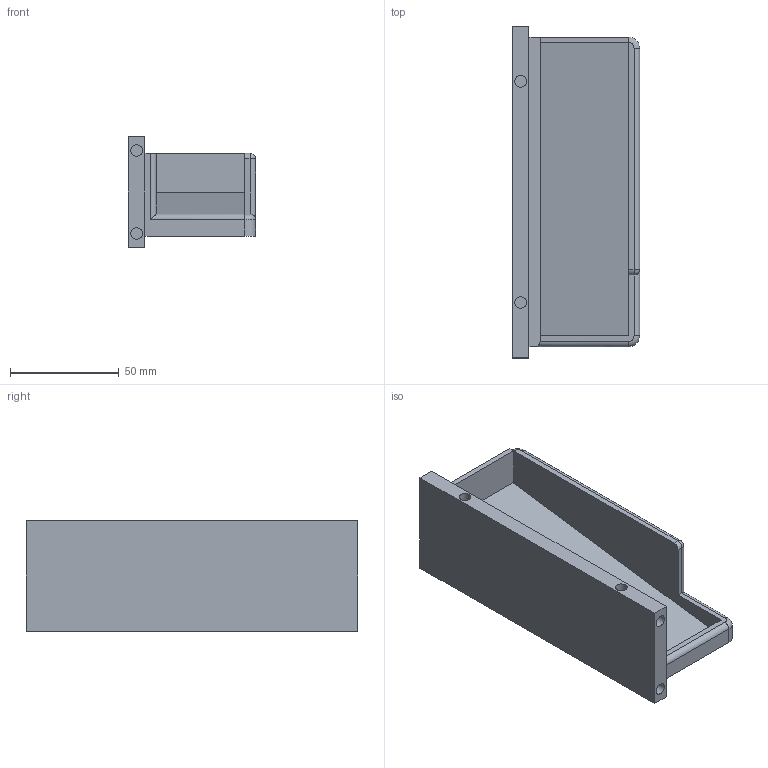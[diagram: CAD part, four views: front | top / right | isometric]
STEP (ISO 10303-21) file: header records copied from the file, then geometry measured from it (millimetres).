
FILE_DESCRIPTION(/* description */ (''),/* implementation_level */ '2;1');
FILE_NAME(/* name */ 'Ball Dispencer.step',/* time_stamp */ '2024-07-03T10:42:09-05:00',/* author */ (''),/* organization */ (''),/* preprocessor_version */ 'ST-DEVELOPER v20',/* originating_system */ 'Autodesk Translation Framework v13.14.0.145',/* authorisation */ '');
FILE_SCHEMA (('AUTOMOTIVE_DESIGN { 1 0 10303 214 3 1 1 }'));
Length unit declared in the file: inch
Products named in the file (1): Ball Dispencer
Bounding box: 58.42 x 152.4 x 50.8 mm (x, y, z)
Volume: 169075.3 mm3; surface area: 44529 mm2
Topology: 2 solids, 2 shells, 51 faces, 105 edges, 67 vertices
Faces by surface type: plane 32, cylinder 16, bspline 2, sphere 1
Full cylindrical faces by diameter (mm): 5.334 x8
Entity records: 1382 total; most frequent: CARTESIAN_POINT 240, DIRECTION 238, ORIENTED_EDGE 210, EDGE_CURVE 105, AXIS2_PLACEMENT_3D 83, LINE 72, VECTOR 72, VERTEX_POINT 67
